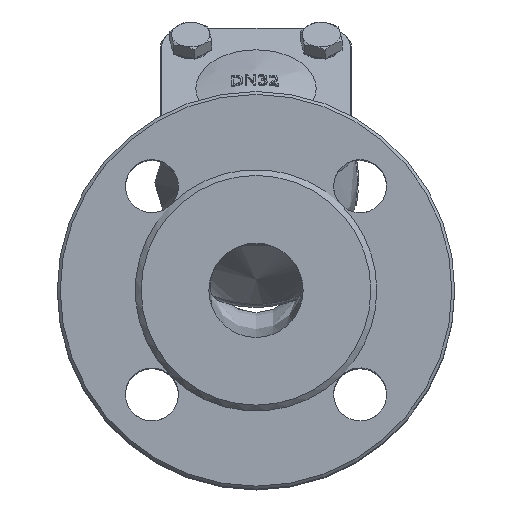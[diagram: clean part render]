
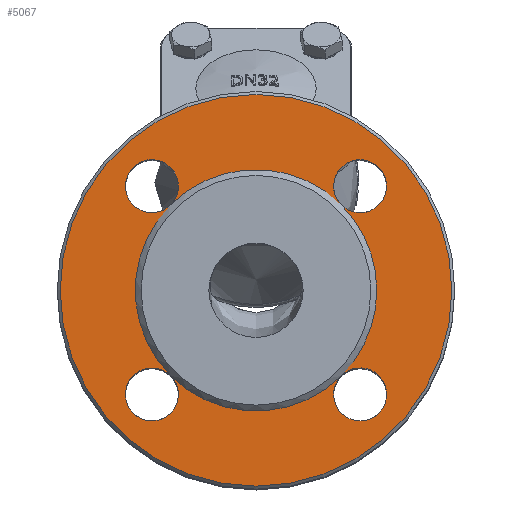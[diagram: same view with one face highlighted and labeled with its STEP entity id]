
A CAD part, top view. The second image highlights one B-rep face of the part: STEP entity #5067.
In plain terms, the highlighted planar face has unit normal (0, 0, 1).
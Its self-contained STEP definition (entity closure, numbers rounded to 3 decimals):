
#171=CIRCLE('',#5436,66.5);
#172=CIRCLE('',#5438,9.);
#173=CIRCLE('',#5439,9.);
#174=CIRCLE('',#5440,41.);
#175=CIRCLE('',#5441,9.);
#176=CIRCLE('',#5442,9.);
#177=CIRCLE('',#5443,41.);
#178=CIRCLE('',#5444,9.);
#179=CIRCLE('',#5445,9.);
#180=CIRCLE('',#5446,41.);
#181=CIRCLE('',#5447,41.);
#182=CIRCLE('',#5448,9.);
#183=CIRCLE('',#5449,9.);
#184=CIRCLE('',#5450,41.);
#348=FACE_BOUND('',#1518,.T.);
#422=PLANE('',#5437);
#1216=FACE_OUTER_BOUND('',#1517,.T.);
#1517=EDGE_LOOP('',(#3827));
#1518=EDGE_LOOP('',(#3828,#3829,#3830,#3831,#3832,#3833,#3834,#3835,#3836,
#3837,#3838,#3839,#3840));
#2187=VERTEX_POINT('',#10192);
#2188=VERTEX_POINT('',#10196);
#2189=VERTEX_POINT('',#10197);
#2190=VERTEX_POINT('',#10200);
#2191=VERTEX_POINT('',#10202);
#2192=VERTEX_POINT('',#10205);
#2193=VERTEX_POINT('',#10207);
#2194=VERTEX_POINT('',#10210);
#2195=VERTEX_POINT('',#10212);
#2196=VERTEX_POINT('',#10214);
#2775=EDGE_CURVE('',#2187,#2187,#171,.T.);
#2777=EDGE_CURVE('',#2188,#2189,#172,.T.);
#2778=EDGE_CURVE('',#2189,#2188,#173,.T.);
#2779=EDGE_CURVE('',#2190,#2188,#174,.T.);
#2780=EDGE_CURVE('',#2190,#2191,#175,.T.);
#2781=EDGE_CURVE('',#2191,#2190,#176,.T.);
#2782=EDGE_CURVE('',#2192,#2190,#177,.T.);
#2783=EDGE_CURVE('',#2192,#2193,#178,.T.);
#2784=EDGE_CURVE('',#2193,#2192,#179,.T.);
#2785=EDGE_CURVE('',#2194,#2192,#180,.T.);
#2786=EDGE_CURVE('',#2195,#2194,#181,.T.);
#2787=EDGE_CURVE('',#2195,#2196,#182,.T.);
#2788=EDGE_CURVE('',#2196,#2195,#183,.T.);
#2789=EDGE_CURVE('',#2188,#2195,#184,.T.);
#3827=ORIENTED_EDGE('',*,*,#2775,.F.);
#3828=ORIENTED_EDGE('',*,*,#2777,.T.);
#3829=ORIENTED_EDGE('',*,*,#2778,.T.);
#3830=ORIENTED_EDGE('',*,*,#2779,.F.);
#3831=ORIENTED_EDGE('',*,*,#2780,.T.);
#3832=ORIENTED_EDGE('',*,*,#2781,.T.);
#3833=ORIENTED_EDGE('',*,*,#2782,.F.);
#3834=ORIENTED_EDGE('',*,*,#2783,.T.);
#3835=ORIENTED_EDGE('',*,*,#2784,.T.);
#3836=ORIENTED_EDGE('',*,*,#2785,.F.);
#3837=ORIENTED_EDGE('',*,*,#2786,.F.);
#3838=ORIENTED_EDGE('',*,*,#2787,.T.);
#3839=ORIENTED_EDGE('',*,*,#2788,.T.);
#3840=ORIENTED_EDGE('',*,*,#2789,.F.);
#5067=ADVANCED_FACE('',(#1216,#348),#422,.T.);
#5436=AXIS2_PLACEMENT_3D('',#10193,#6038,#6039);
#5437=AXIS2_PLACEMENT_3D('',#10195,#6041,#6042);
#5438=AXIS2_PLACEMENT_3D('',#10198,#6043,#6044);
#5439=AXIS2_PLACEMENT_3D('',#10199,#6045,#6046);
#5440=AXIS2_PLACEMENT_3D('',#10201,#6047,#6048);
#5441=AXIS2_PLACEMENT_3D('',#10203,#6049,#6050);
#5442=AXIS2_PLACEMENT_3D('',#10204,#6051,#6052);
#5443=AXIS2_PLACEMENT_3D('',#10206,#6053,#6054);
#5444=AXIS2_PLACEMENT_3D('',#10208,#6055,#6056);
#5445=AXIS2_PLACEMENT_3D('',#10209,#6057,#6058);
#5446=AXIS2_PLACEMENT_3D('',#10211,#6059,#6060);
#5447=AXIS2_PLACEMENT_3D('',#10213,#6061,#6062);
#5448=AXIS2_PLACEMENT_3D('',#10215,#6063,#6064);
#5449=AXIS2_PLACEMENT_3D('',#10216,#6065,#6066);
#5450=AXIS2_PLACEMENT_3D('',#10217,#6067,#6068);
#6038=DIRECTION('center_axis',(0.,0.,-1.));
#6039=DIRECTION('ref_axis',(-1.,0.,0.));
#6041=DIRECTION('center_axis',(0.,0.,1.));
#6042=DIRECTION('ref_axis',(1.,0.,0.));
#6043=DIRECTION('center_axis',(0.,0.,-1.));
#6044=DIRECTION('ref_axis',(-1.,0.,0.));
#6045=DIRECTION('center_axis',(0.,0.,-1.));
#6046=DIRECTION('ref_axis',(-1.,0.,0.));
#6047=DIRECTION('center_axis',(0.,0.,1.));
#6048=DIRECTION('ref_axis',(-1.,0.,0.));
#6049=DIRECTION('center_axis',(0.,0.,-1.));
#6050=DIRECTION('ref_axis',(-1.,0.,0.));
#6051=DIRECTION('center_axis',(0.,0.,-1.));
#6052=DIRECTION('ref_axis',(-1.,0.,0.));
#6053=DIRECTION('center_axis',(0.,0.,1.));
#6054=DIRECTION('ref_axis',(-1.,0.,0.));
#6055=DIRECTION('center_axis',(0.,0.,-1.));
#6056=DIRECTION('ref_axis',(-1.,0.,0.));
#6057=DIRECTION('center_axis',(0.,0.,-1.));
#6058=DIRECTION('ref_axis',(-1.,0.,0.));
#6059=DIRECTION('center_axis',(0.,0.,1.));
#6060=DIRECTION('ref_axis',(-1.,0.,0.));
#6061=DIRECTION('center_axis',(0.,0.,1.));
#6062=DIRECTION('ref_axis',(-1.,0.,0.));
#6063=DIRECTION('center_axis',(0.,0.,-1.));
#6064=DIRECTION('ref_axis',(-1.,0.,0.));
#6065=DIRECTION('center_axis',(0.,0.,-1.));
#6066=DIRECTION('ref_axis',(-1.,0.,0.));
#6067=DIRECTION('center_axis',(0.,0.,1.));
#6068=DIRECTION('ref_axis',(-1.,0.,0.));
#10192=CARTESIAN_POINT('',(66.5,0.,178.));
#10193=CARTESIAN_POINT('Origin',(0.,0.,178.));
#10195=CARTESIAN_POINT('Origin',(0.,0.,178.));
#10196=CARTESIAN_POINT('',(-28.991,-28.991,178.));
#10197=CARTESIAN_POINT('',(-26.355,-35.355,178.));
#10198=CARTESIAN_POINT('Origin',(-35.355,-35.355,178.));
#10199=CARTESIAN_POINT('Origin',(-35.355,-35.355,178.));
#10200=CARTESIAN_POINT('',(-28.991,28.991,178.));
#10201=CARTESIAN_POINT('Origin',(0.,0.,178.));
#10202=CARTESIAN_POINT('',(-26.355,35.355,178.));
#10203=CARTESIAN_POINT('Origin',(-35.355,35.355,178.));
#10204=CARTESIAN_POINT('Origin',(-35.355,35.355,178.));
#10205=CARTESIAN_POINT('',(28.991,28.991,178.));
#10206=CARTESIAN_POINT('Origin',(0.,0.,178.));
#10207=CARTESIAN_POINT('',(44.355,35.355,178.));
#10208=CARTESIAN_POINT('Origin',(35.355,35.355,178.));
#10209=CARTESIAN_POINT('Origin',(35.355,35.355,178.));
#10210=CARTESIAN_POINT('',(41.,0.,178.));
#10211=CARTESIAN_POINT('Origin',(0.,0.,178.));
#10212=CARTESIAN_POINT('',(28.991,-28.991,178.));
#10213=CARTESIAN_POINT('Origin',(0.,0.,178.));
#10214=CARTESIAN_POINT('',(44.355,-35.355,178.));
#10215=CARTESIAN_POINT('Origin',(35.355,-35.355,178.));
#10216=CARTESIAN_POINT('Origin',(35.355,-35.355,178.));
#10217=CARTESIAN_POINT('Origin',(0.,0.,178.));
